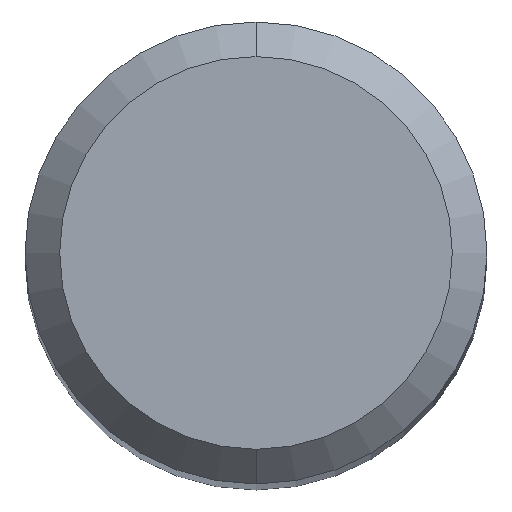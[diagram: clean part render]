
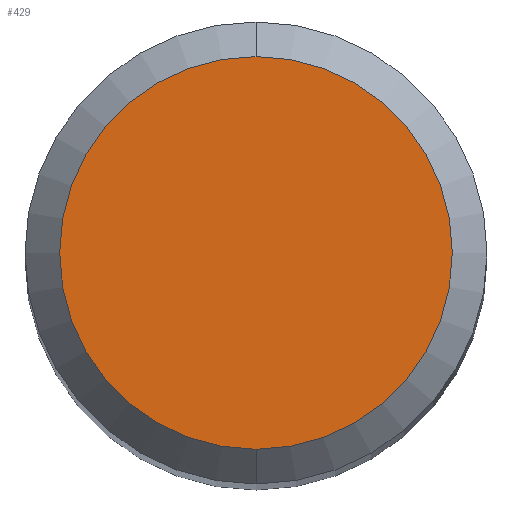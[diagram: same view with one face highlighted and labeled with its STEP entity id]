
A CAD part, top view. The second image highlights one B-rep face of the part: STEP entity #429.
In plain terms, the highlighted planar face has unit normal (0, 0, 1).
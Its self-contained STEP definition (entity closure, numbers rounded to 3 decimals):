
#429=ADVANCED_FACE('',(#997),#998,.T.);
#505=EDGE_CURVE('',#517,#795,#1086,.T.);
#517=VERTEX_POINT('',#1098);
#563=EDGE_CURVE('',#795,#517,#1149,.T.);
#795=VERTEX_POINT('',#1402);
#997=FACE_OUTER_BOUND('',#1797,.T.);
#998=PLANE('',#1798);
#1086=CIRCLE('',#1938,1.7);
#1098=CARTESIAN_POINT('',(0.0,1.7,0.0));
#1149=CIRCLE('',#2049,1.7);
#1402=CARTESIAN_POINT('',(0.,-1.7,0.0));
#1797=EDGE_LOOP('',(#2784,#2785));
#1798=AXIS2_PLACEMENT_3D('',#2786,#2787,#2788);
#1938=AXIS2_PLACEMENT_3D('',#2936,#2937,#2938);
#2049=AXIS2_PLACEMENT_3D('',#3011,#3012,#3013);
#2784=ORIENTED_EDGE('',*,*,#505,.F.);
#2785=ORIENTED_EDGE('',*,*,#563,.F.);
#2786=CARTESIAN_POINT('',(0.0,0.85,0.0));
#2787=DIRECTION('',(-0.0,0.0,1.0));
#2788=DIRECTION('',(0.0,-1.0,0.0));
#2936=CARTESIAN_POINT('',(0.0,0.0,0.0));
#2937=DIRECTION('',(0.0,0.0,-1.0));
#2938=DIRECTION('',(0.0,1.0,0.0));
#3011=CARTESIAN_POINT('',(0.0,0.0,0.0));
#3012=DIRECTION('',(0.0,0.0,-1.0));
#3013=DIRECTION('',(0.0,1.0,0.0));
